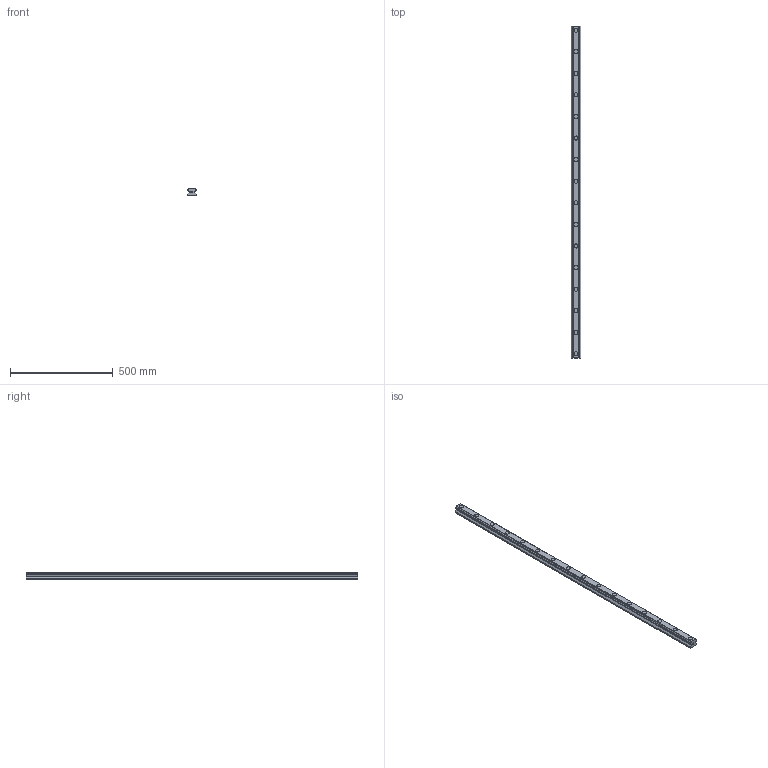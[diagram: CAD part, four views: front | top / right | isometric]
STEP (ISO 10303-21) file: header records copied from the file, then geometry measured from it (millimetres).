
FILE_DESCRIPTION(('STEP AP214'),'1');
FILE_NAME('cctmp_DBEB31DC-48D1-42C0-A41C-9C34C7D0F8BE_2020_10_29_8_45_9_613..stp','2020-10-29T07:45:09',('HIWIN GmbH'),('CADClick - www.CADClick.com'),'Spatial InterOp 3D',' ','unknown authorization');
FILE_SCHEMA(('AUTOMOTIVE_DESIGN'));
Length unit declared in the file: millimetre
Products named in the file (1): HGR45R1615H_FILE
Bounding box: 45 x 1615 x 38 mm (x, y, z)
Volume: 2167510.9 mm3; surface area: 315886.7 mm2
Topology: 1 solids, 1 shells, 241 faces, 561 edges, 374 vertices
Faces by surface type: plane 141, cylinder 100
Entity records: 8867 total; most frequent: DIRECTION 1245, CARTESIAN_POINT 1177, ORIENTED_EDGE 1122, EDGE_CURVE 561, AXIS2_PLACEMENT_3D 442, VERTEX_POINT 374, LINE 361, VECTOR 361
